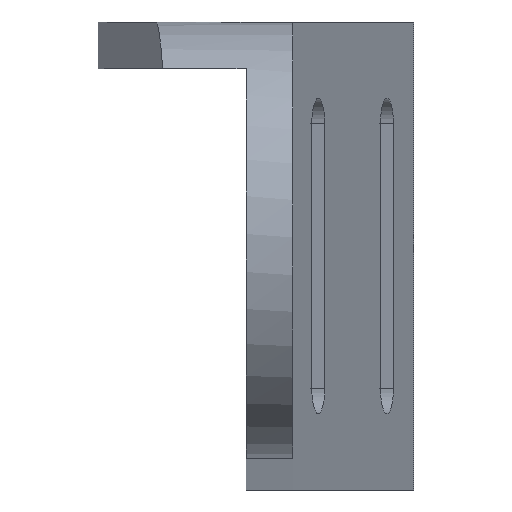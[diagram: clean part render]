
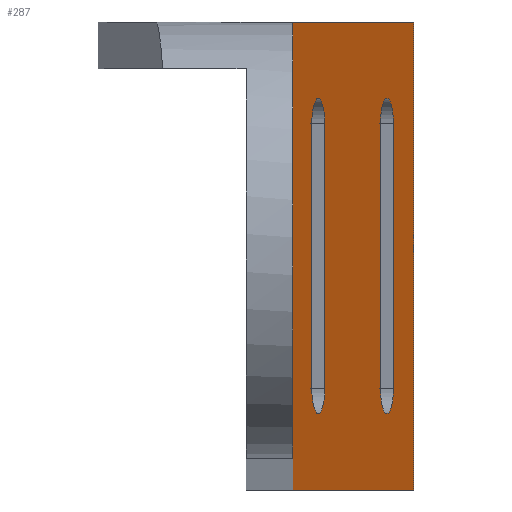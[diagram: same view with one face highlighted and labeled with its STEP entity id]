
A CAD part, left-side view. The second image highlights one B-rep face of the part: STEP entity #287.
In plain terms, the highlighted planar face has unit normal (-0.259, -0.966, 0).
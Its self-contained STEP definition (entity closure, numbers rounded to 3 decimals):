
#22 = VERTEX_POINT('',#23);
#23 = CARTESIAN_POINT('',(20.,50.038,0.));
#31 = EDGE_CURVE('',#22,#32,#34,.T.);
#32 = VERTEX_POINT('',#33);
#33 = CARTESIAN_POINT('',(20.,50.038,-30.));
#34 = LINE('',#35,#36);
#35 = CARTESIAN_POINT('',(20.,50.038,0.));
#36 = VECTOR('',#37,1.);
#37 = DIRECTION('',(0.,0.,-1.));
#171 = EDGE_CURVE('',#172,#22,#174,.T.);
#172 = VERTEX_POINT('',#173);
#173 = CARTESIAN_POINT('',(48.978,42.274,0.));
#174 = LINE('',#175,#176);
#175 = CARTESIAN_POINT('',(48.978,42.274,0.));
#176 = VECTOR('',#177,1.);
#177 = DIRECTION('',(-0.966,0.259,0.));
#287 = ADVANCED_FACE('',(#288,#306,#342),#378,.F.);
#288 = FACE_BOUND('',#289,.F.);
#289 = EDGE_LOOP('',(#290,#298,#304,#305));
#290 = ORIENTED_EDGE('',*,*,#291,.T.);
#291 = EDGE_CURVE('',#172,#292,#294,.T.);
#292 = VERTEX_POINT('',#293);
#293 = CARTESIAN_POINT('',(48.978,42.274,-30.));
#294 = LINE('',#295,#296);
#295 = CARTESIAN_POINT('',(48.978,42.274,0.));
#296 = VECTOR('',#297,1.);
#297 = DIRECTION('',(0.,0.,-1.));
#298 = ORIENTED_EDGE('',*,*,#299,.T.);
#299 = EDGE_CURVE('',#292,#32,#300,.T.);
#300 = LINE('',#301,#302);
#301 = CARTESIAN_POINT('',(48.978,42.274,-30.));
#302 = VECTOR('',#303,1.);
#303 = DIRECTION('',(-0.966,0.259,0.));
#304 = ORIENTED_EDGE('',*,*,#31,.F.);
#305 = ORIENTED_EDGE('',*,*,#171,.F.);
#306 = FACE_BOUND('',#307,.F.);
#307 = EDGE_LOOP('',(#308,#319,#327,#336));
#308 = ORIENTED_EDGE('',*,*,#309,.F.);
#309 = EDGE_CURVE('',#310,#312,#314,.T.);
#310 = VERTEX_POINT('',#311);
#311 = CARTESIAN_POINT('',(40.963,44.421,-6.5));
#312 = VERTEX_POINT('',#313);
#313 = CARTESIAN_POINT('',(44.054,43.593,-6.5));
#314 = CIRCLE('',#315,1.6);
#315 = AXIS2_PLACEMENT_3D('',#316,#317,#318);
#316 = CARTESIAN_POINT('',(42.509,44.007,-6.5));
#317 = DIRECTION('',(0.259,0.966,0.));
#318 = DIRECTION('',(-0.966,0.259,0.)
  );
#319 = ORIENTED_EDGE('',*,*,#320,.T.);
#320 = EDGE_CURVE('',#310,#321,#323,.T.);
#321 = VERTEX_POINT('',#322);
#322 = CARTESIAN_POINT('',(40.963,44.421,-23.5));
#323 = LINE('',#324,#325);
#324 = CARTESIAN_POINT('',(40.963,44.421,-3.25));
#325 = VECTOR('',#326,1.);
#326 = DIRECTION('',(0.,0.,-1.));
#327 = ORIENTED_EDGE('',*,*,#328,.F.);
#328 = EDGE_CURVE('',#329,#321,#331,.T.);
#329 = VERTEX_POINT('',#330);
#330 = CARTESIAN_POINT('',(44.054,43.593,-23.5));
#331 = CIRCLE('',#332,1.6);
#332 = AXIS2_PLACEMENT_3D('',#333,#334,#335);
#333 = CARTESIAN_POINT('',(42.509,44.007,-23.5));
#334 = DIRECTION('',(0.259,0.966,0.));
#335 = DIRECTION('',(-0.966,0.259,0.)
  );
#336 = ORIENTED_EDGE('',*,*,#337,.F.);
#337 = EDGE_CURVE('',#312,#329,#338,.T.);
#338 = LINE('',#339,#340);
#339 = CARTESIAN_POINT('',(44.054,43.593,-3.25));
#340 = VECTOR('',#341,1.);
#341 = DIRECTION('',(0.,0.,-1.));
#342 = FACE_BOUND('',#343,.F.);
#343 = EDGE_LOOP('',(#344,#355,#363,#372));
#344 = ORIENTED_EDGE('',*,*,#345,.F.);
#345 = EDGE_CURVE('',#346,#348,#350,.T.);
#346 = VERTEX_POINT('',#347);
#347 = CARTESIAN_POINT('',(24.542,48.821,-6.5));
#348 = VERTEX_POINT('',#349);
#349 = CARTESIAN_POINT('',(27.633,47.993,-6.5));
#350 = CIRCLE('',#351,1.6);
#351 = AXIS2_PLACEMENT_3D('',#352,#353,#354);
#352 = CARTESIAN_POINT('',(26.088,48.407,-6.5));
#353 = DIRECTION('',(0.259,0.966,0.));
#354 = DIRECTION('',(-0.966,0.259,0.)
  );
#355 = ORIENTED_EDGE('',*,*,#356,.T.);
#356 = EDGE_CURVE('',#346,#357,#359,.T.);
#357 = VERTEX_POINT('',#358);
#358 = CARTESIAN_POINT('',(24.542,48.821,-23.5));
#359 = LINE('',#360,#361);
#360 = CARTESIAN_POINT('',(24.542,48.821,-3.25));
#361 = VECTOR('',#362,1.);
#362 = DIRECTION('',(0.,0.,-1.));
#363 = ORIENTED_EDGE('',*,*,#364,.F.);
#364 = EDGE_CURVE('',#365,#357,#367,.T.);
#365 = VERTEX_POINT('',#366);
#366 = CARTESIAN_POINT('',(27.633,47.993,-23.5));
#367 = CIRCLE('',#368,1.6);
#368 = AXIS2_PLACEMENT_3D('',#369,#370,#371);
#369 = CARTESIAN_POINT('',(26.088,48.407,-23.5));
#370 = DIRECTION('',(0.259,0.966,0.));
#371 = DIRECTION('',(-0.966,0.259,0.)
  );
#372 = ORIENTED_EDGE('',*,*,#373,.F.);
#373 = EDGE_CURVE('',#348,#365,#374,.T.);
#374 = LINE('',#375,#376);
#375 = CARTESIAN_POINT('',(27.633,47.993,-3.25));
#376 = VECTOR('',#377,1.);
#377 = DIRECTION('',(0.,0.,-1.));
#378 = PLANE('',#379);
#379 = AXIS2_PLACEMENT_3D('',#380,#381,#382);
#380 = CARTESIAN_POINT('',(48.978,42.274,0.));
#381 = DIRECTION('',(0.259,0.966,0.));
#382 = DIRECTION('',(-0.966,0.259,0.));
